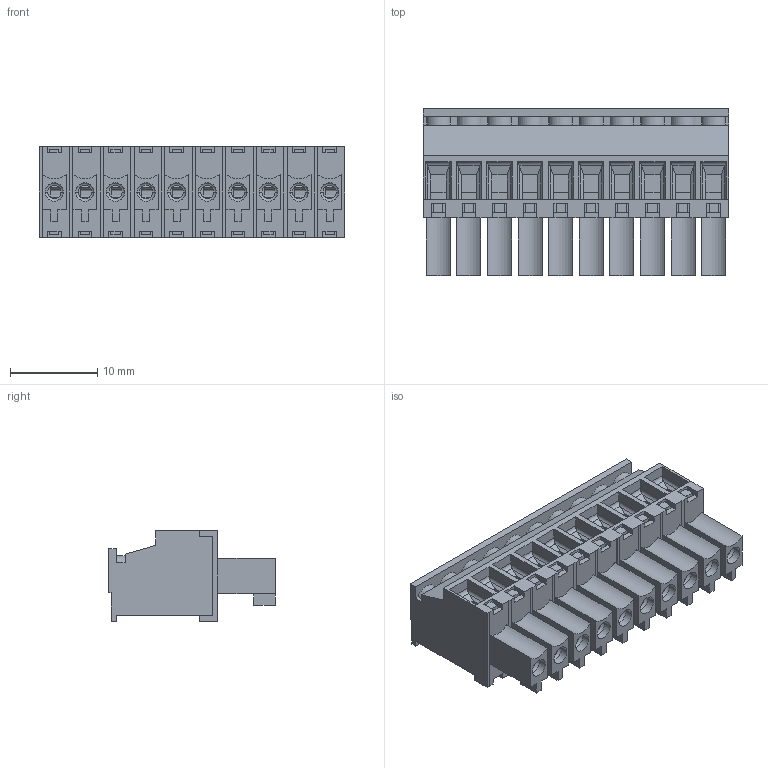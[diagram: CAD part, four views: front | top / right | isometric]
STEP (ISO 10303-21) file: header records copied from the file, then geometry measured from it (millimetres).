
FILE_DESCRIPTION (( 'STEP AP214' ), '1' );
FILE_NAME ('15EDGKB-3.5-10P-14-00AH.STEP', '2017-04-27T23:12:39', ( 'SIG' ), ( '' ), 'SwSTEP 2.0', 'SolidWorks 2014', '' );
FILE_SCHEMA (( 'AUTOMOTIVE_DESIGN' ));
Length unit declared in the file: millimetre
Products named in the file (38): 15EDGKB-3.5-10P-14-00AH; 15EDGKB-3.5_spring; 15EDGKB-3.5_screw; 15EDGKB-3.5 bot-cap; 15EDGKB-3.5; 15EDGKB-3.5_klamper
Assembly tree (32 placements, depth 2):
  15EDGKB-3.5-10P-14-00AH
    15EDGKB-3.5_klamper  x10
    15EDGKB-3.5
    15EDGKB-3.5 bot-cap
    15EDGKB-3.5_screw  x10
    15EDGKB-3.5_spring  x10
  15EDGKB-3.5_spring
  15EDGKB-3.5_spring
  15EDGKB-3.5_spring
  15EDGKB-3.5_screw
Bounding box: 35 x 19.1 x 10.4 mm (x, y, z)
Volume: 2788.3 mm3; surface area: 10354.7 mm2
Topology: 32 solids, 32 shells, 2336 faces, 5756 edges, 3474 vertices
Faces by surface type: plane 1856, cylinder 410, torus 50, cone 20
Entity records: 37989 total; most frequent: CARTESIAN_POINT 6769, ORIENTED_EDGE 6562, DIRECTION 5985, EDGE_CURVE 3281, LINE 2911, VECTOR 2911, VERTEX_POINT 2097, AXIS2_PLACEMENT_3D 1537
